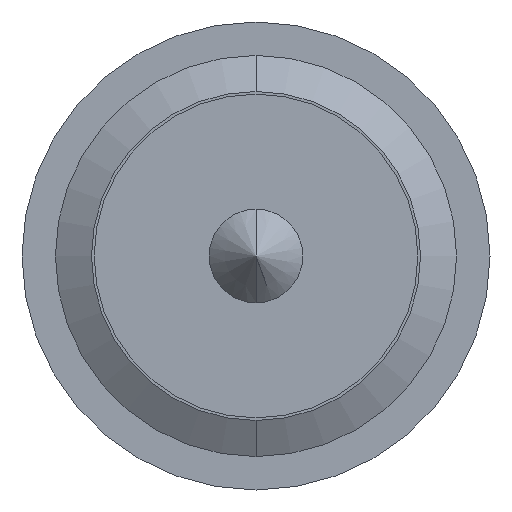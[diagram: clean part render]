
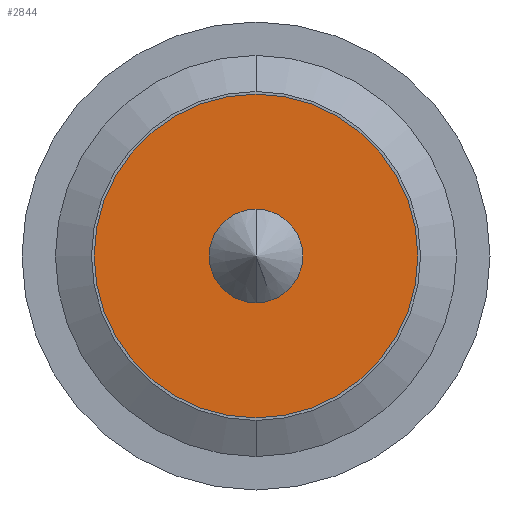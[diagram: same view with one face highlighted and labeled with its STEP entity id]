
A CAD part, front view. The second image highlights one B-rep face of the part: STEP entity #2844.
In plain terms, the highlighted planar face has unit normal (0, -1, 0).
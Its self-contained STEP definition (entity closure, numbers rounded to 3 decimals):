
#103 = FACE_OUTER_BOUND ( 'NONE', #2319, .T. ) ;
#158 = VERTEX_POINT ( 'NONE', #3942 ) ;
#162 = EDGE_CURVE ( 'Defeature ausgef�hrt2_29+Defeature ausgef�hrt2_30+Defeature ausgef�hrt2_30+Defeature ausgef�hrt2_30', #3513, #158, #868, .T. ) ;
#238 = CARTESIAN_POINT ( 'NONE',  ( 0., -0.25, 0. ) ) ;
#470 = ORIENTED_EDGE ( 'NONE', *, *, #1468, .F. ) ;
#481 = CIRCLE ( 'NONE', #520, 0.35 ) ;
#520 = AXIS2_PLACEMENT_3D ( 'NONE', #847, #1191, #3949 ) ;
#528 = CARTESIAN_POINT ( 'NONE',  ( 0., -0.25, 0. ) ) ;
#532 = DIRECTION ( 'NONE',  ( 0., 1., 0. ) ) ;
#640 = ORIENTED_EDGE ( 'NONE', *, *, #2857, .T. ) ;
#744 = AXIS2_PLACEMENT_3D ( 'NONE', #528, #1476, #2400 ) ;
#838 = EDGE_CURVE ( 'Defeature ausgef�hrt2_30+Defeature ausgef�hrt2_32+Defeature ausgef�hrt2_32+Defeature ausgef�hrt2_32', #2241, #1206, #4004, .T. ) ;
#847 = CARTESIAN_POINT ( 'NONE',  ( 0., -0.25, 0. ) ) ;
#864 = CARTESIAN_POINT ( 'NONE',  ( 0., -0.25, 0. ) ) ;
#868 = CIRCLE ( 'NONE', #744, 1.21 ) ;
#970 = CARTESIAN_POINT ( 'NONE',  ( 0., -0.25, 0.35 ) ) ;
#1052 = CARTESIAN_POINT ( 'NONE',  ( 0., -0.25, -0.35 ) ) ;
#1191 = DIRECTION ( 'NONE',  ( 0., 1., 0. ) ) ;
#1206 = VERTEX_POINT ( 'NONE', #1052 ) ;
#1451 = AXIS2_PLACEMENT_3D ( 'NONE', #864, #532, #2929 ) ;
#1468 = EDGE_CURVE ( 'Defeature ausgef�hrt2_29+Defeature ausgef�hrt2_30+Defeature ausgef�hrt2_30+Defeature ausgef�hrt2_30', #158, #3513, #2938, .T. ) ;
#1476 = DIRECTION ( 'NONE',  ( 0., 1., 0. ) ) ;
#1768 = CARTESIAN_POINT ( 'NONE',  ( 0.355, -0.25, 0. ) ) ;
#1778 = DIRECTION ( 'NONE',  ( 0., 1., 0. ) ) ;
#1808 = EDGE_LOOP ( 'NONE', ( #640, #3104 ) ) ;
#1994 = FACE_BOUND ( 'NONE', #1808, .T. ) ;
#2241 = VERTEX_POINT ( 'NONE', #970 ) ;
#2319 = EDGE_LOOP ( 'NONE', ( #3115, #470 ) ) ;
#2400 = DIRECTION ( 'NONE',  ( 0., 0., 1. ) ) ;
#2733 = CARTESIAN_POINT ( 'NONE',  ( 0., -0.25, 1.21 ) ) ;
#2844 = ADVANCED_FACE ( 'Defeature ausgef�hrt2_30', ( #1994, #103 ), #3920, .F. ) ;
#2857 = EDGE_CURVE ( 'Defeature ausgef�hrt2_30+Defeature ausgef�hrt2_32+Defeature ausgef�hrt2_32+Defeature ausgef�hrt2_32', #1206, #2241, #481, .T. ) ;
#2929 = DIRECTION ( 'NONE',  ( 0., 0., 1. ) ) ;
#2938 = CIRCLE ( 'NONE', #1451, 1.21 ) ;
#2995 = DIRECTION ( 'NONE',  ( 0., 0., 1. ) ) ;
#3011 = DIRECTION ( 'NONE',  ( 0., 1., 0. ) ) ;
#3104 = ORIENTED_EDGE ( 'NONE', *, *, #838, .T. ) ;
#3115 = ORIENTED_EDGE ( 'NONE', *, *, #162, .F. ) ;
#3306 = DIRECTION ( 'NONE',  ( 0., 0., 1. ) ) ;
#3513 = VERTEX_POINT ( 'NONE', #2733 ) ;
#3759 = AXIS2_PLACEMENT_3D ( 'NONE', #1768, #3011, #2995 ) ;
#3920 = PLANE ( 'NONE',  #3759 ) ;
#3942 = CARTESIAN_POINT ( 'NONE',  ( 0., -0.25, -1.21 ) ) ;
#3949 = DIRECTION ( 'NONE',  ( 0., 0., 1. ) ) ;
#3980 = AXIS2_PLACEMENT_3D ( 'NONE', #238, #1778, #3306 ) ;
#4004 = CIRCLE ( 'NONE', #3980, 0.35 ) ;
